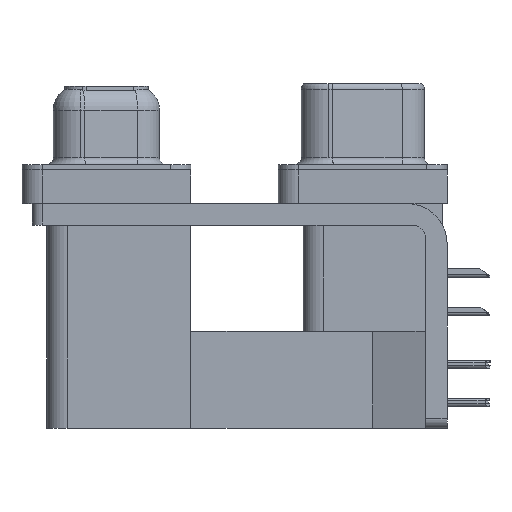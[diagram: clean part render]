
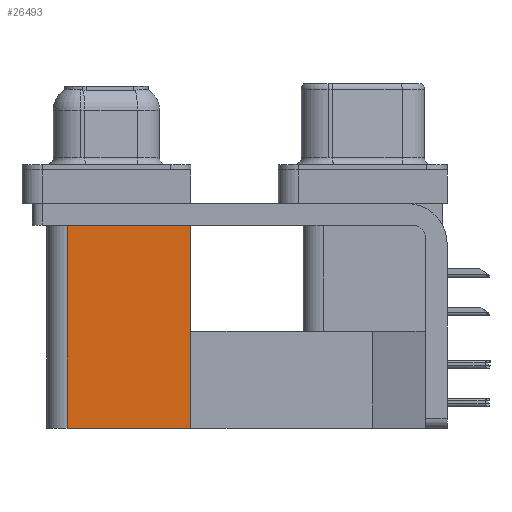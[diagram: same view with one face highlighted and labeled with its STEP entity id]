
A CAD part, left-side view. The second image highlights one B-rep face of the part: STEP entity #26493.
In plain terms, the highlighted planar face has unit normal (-1, 0, 0).
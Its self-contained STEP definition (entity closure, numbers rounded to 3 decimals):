
#1906 = DIRECTION ( 'NONE',  ( 0., 1., 0. ) ) ;
#2255 = FACE_OUTER_BOUND ( 'NONE', #4936, .T. ) ;
#3413 = CARTESIAN_POINT ( 'NONE',  ( 3.79, 21.975, -19.2 ) ) ;
#3881 = CARTESIAN_POINT ( 'NONE',  ( 3.79, 12.775, -2.5 ) ) ;
#4718 = CARTESIAN_POINT ( 'NONE',  ( 3.79, 21.975, -2.5 ) ) ;
#4936 = EDGE_LOOP ( 'NONE', ( #9190, #31869, #19382, #32457 ) ) ;
#5787 = LINE ( 'NONE', #21964, #5894 ) ;
#5894 = VECTOR ( 'NONE', #7906, 1000. ) ;
#6208 = EDGE_CURVE ( 'NONE', #6301, #11324, #27105, .T. ) ;
#6301 = VERTEX_POINT ( 'NONE', #3881 ) ;
#7182 = LINE ( 'NONE', #15622, #12612 ) ;
#7906 = DIRECTION ( 'NONE',  ( 0., 0., 1. ) ) ;
#8871 = DIRECTION ( 'NONE',  ( 0., 0., 1. ) ) ;
#9190 = ORIENTED_EDGE ( 'NONE', *, *, #6208, .T. ) ;
#11324 = VERTEX_POINT ( 'NONE', #4718 ) ;
#12612 = VECTOR ( 'NONE', #1906, 1000. ) ;
#13218 = DIRECTION ( 'NONE',  ( 0., 1., 0. ) ) ;
#13623 = CARTESIAN_POINT ( 'NONE',  ( 3.79, 12.775, -19.2 ) ) ;
#14176 = VECTOR ( 'NONE', #13218, 1000. ) ;
#15039 = AXIS2_PLACEMENT_3D ( 'NONE', #15272, #21240, #18423 ) ;
#15109 = PLANE ( 'NONE',  #15039 ) ;
#15272 = CARTESIAN_POINT ( 'NONE',  ( 3.79, 12.775, -19.2 ) ) ;
#15622 = CARTESIAN_POINT ( 'NONE',  ( 3.79, 12.775, -19.2 ) ) ;
#15704 = EDGE_CURVE ( 'NONE', #21070, #6301, #5787, .T. ) ;
#15975 = EDGE_CURVE ( 'NONE', #33197, #11324, #32981, .T. ) ;
#18423 = DIRECTION ( 'NONE',  ( 0., 1., 0. ) ) ;
#19382 = ORIENTED_EDGE ( 'NONE', *, *, #33726, .F. ) ;
#21070 = VERTEX_POINT ( 'NONE', #13623 ) ;
#21240 = DIRECTION ( 'NONE',  ( 1., 0., 0. ) ) ;
#21964 = CARTESIAN_POINT ( 'NONE',  ( 3.79, 12.775, -19.2 ) ) ;
#26493 = ADVANCED_FACE ( 'NONE', ( #2255 ), #15109, .F. ) ;
#27105 = LINE ( 'NONE', #32052, #14176 ) ;
#27237 = VECTOR ( 'NONE', #8871, 1000. ) ;
#27674 = CARTESIAN_POINT ( 'NONE',  ( 3.79, 21.975, -19.2 ) ) ;
#31869 = ORIENTED_EDGE ( 'NONE', *, *, #15975, .F. ) ;
#32052 = CARTESIAN_POINT ( 'NONE',  ( 3.79, 12.775, -2.5 ) ) ;
#32457 = ORIENTED_EDGE ( 'NONE', *, *, #15704, .T. ) ;
#32981 = LINE ( 'NONE', #27674, #27237 ) ;
#33197 = VERTEX_POINT ( 'NONE', #3413 ) ;
#33726 = EDGE_CURVE ( 'NONE', #21070, #33197, #7182, .T. ) ;
